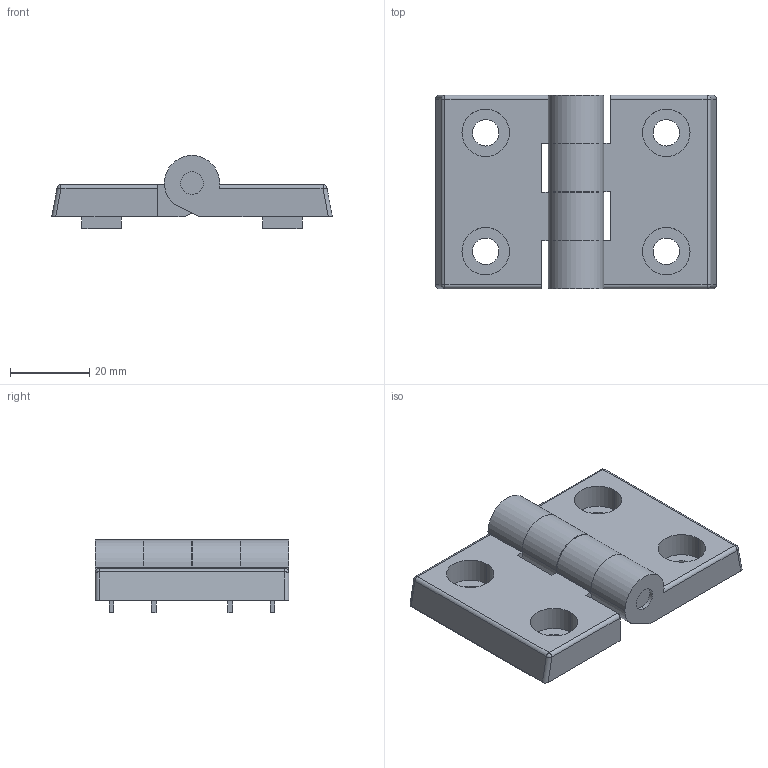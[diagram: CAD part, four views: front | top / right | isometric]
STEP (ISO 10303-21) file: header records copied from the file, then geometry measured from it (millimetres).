
FILE_DESCRIPTION (( 'STEP AP214' ), '1' );
FILE_NAME ('SNSD.30.51.06. Ïåòëÿ ïëàñòèêîâàÿ 45(D24).STEP', '2024-11-22T09:42:20', ( '' ), ( '' ), 'SwSTEP 2.0', 'SolidWorks 2024', '' );
FILE_SCHEMA (( 'AUTOMOTIVE_DESIGN' ));
Length unit declared in the file: millimetre
Products named in the file (3): SNSD.30.51.00. Петля пластиковая малая часть(B18)E20E21D24_00; SNSD.30.51.06. Петля пластиковая 45(D24); SNSD.30.51.00. Палец (B18)E20E21D24_00
Assembly tree (3 placements, depth 2):
  SNSD.30.51.06. Петля пластиковая 45(D24)
    SNSD.30.51.00. Петля пластиковая малая часть(B18)E20E21D24_00  x2
    SNSD.30.51.00. Палец (B18)E20E21D24_00
Bounding box: 70.98 x 49 x 18.5 mm (x, y, z)
Volume: 26899.5 mm3; surface area: 13604.9 mm2
Topology: 3 solids, 3 shells, 124 faces, 310 edges, 200 vertices
Faces by surface type: plane 72, cylinder 48, sphere 4
Entity records: 1998 total; most frequent: CARTESIAN_POINT 349, DIRECTION 338, ORIENTED_EDGE 312, EDGE_CURVE 156, AXIS2_PLACEMENT_3D 117, VECTOR 104, LINE 104, VERTEX_POINT 102
